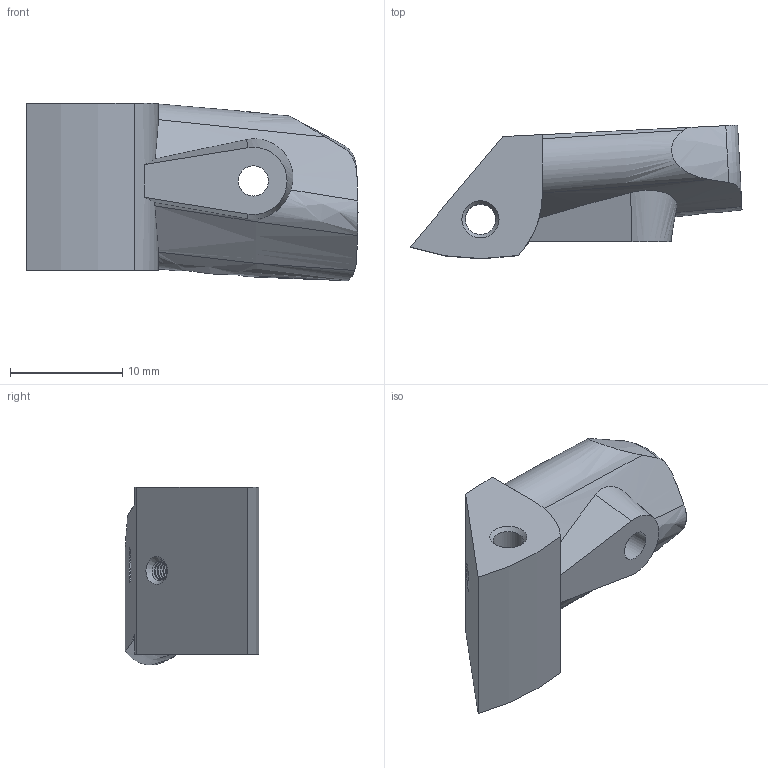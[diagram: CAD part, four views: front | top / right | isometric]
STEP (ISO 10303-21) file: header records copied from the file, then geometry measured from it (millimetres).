
FILE_DESCRIPTION(('FreeCAD Model'),'2;1');
FILE_NAME('Open CASCADE Shape Model','2023-06-18T12:59:30',(''),(''), 'Open CASCADE STEP processor 7.6','FreeCAD','Unknown');
FILE_SCHEMA(('AUTOMOTIVE_DESIGN { 1 0 10303 214 1 1 1 1 }'));
Length unit declared in the file: millimetre
Products named in the file (1): Groove039
Bounding box: 29.62 x 11.92 x 15.88 mm (x, y, z)
Volume: 2610.2 mm3; surface area: 1812.1 mm2
Topology: 1 solids, 1 shells, 137 faces, 347 edges, 213 vertices
Faces by surface type: bspline 85, cylinder 31, plane 10, cone 8, revolution 3
Full cylindrical faces by diameter (mm): 1.619 x24, 2.7 x3, 3.2 x1
Entity records: 23176 total; most frequent: CARTESIAN_POINT 17679, ORIENTED_EDGE 690, PCURVE 690, DEFINITIONAL_REPRESENTATION 690, B_SPLINE_CURVE_WITH_KNOTS 662, DIRECTION 495, EDGE_CURVE 345, SURFACE_CURVE 333
